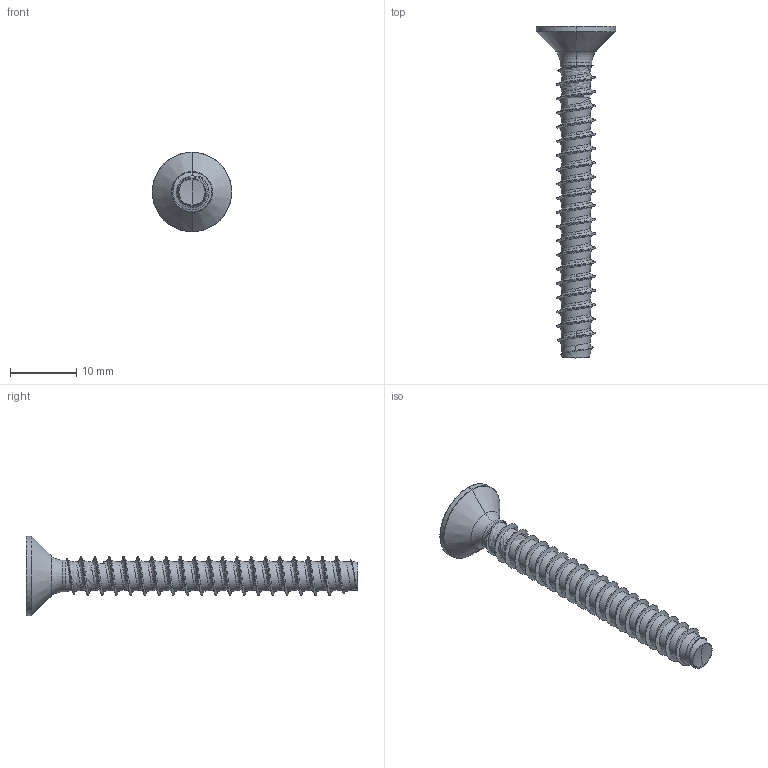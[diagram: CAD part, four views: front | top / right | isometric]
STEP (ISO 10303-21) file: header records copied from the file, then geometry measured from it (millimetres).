
FILE_DESCRIPTION (( 'STEP AP203' ), '1' );
FILE_NAME ('STP330600500.STEP', '2017-08-15T16:51:59', ( '' ), ( '' ), 'SwSTEP 2.0', 'SolidWorks 2015', '' );
FILE_SCHEMA (( 'CONFIG_CONTROL_DESIGN' ));
Length unit declared in the file: millimetre
Products named in the file (1): STP330600500
Bounding box: 12 x 50 x 12 mm (x, y, z)
Volume: 1048 mm3; surface area: 1344.4 mm2
Topology: 1 solids, 1 shells, 201 faces, 472 edges, 273 vertices
Faces by surface type: cylinder 86, bspline 51, sphere 26, plane 22, cone 10, torus 6
Entity records: 37860 total; most frequent: CARTESIAN_POINT 33766, ORIENTED_EDGE 940, DIRECTION 720, EDGE_CURVE 470, AXIS2_PLACEMENT_3D 290, VERTEX_POINT 273, EDGE_LOOP 203, ADVANCED_FACE 201
